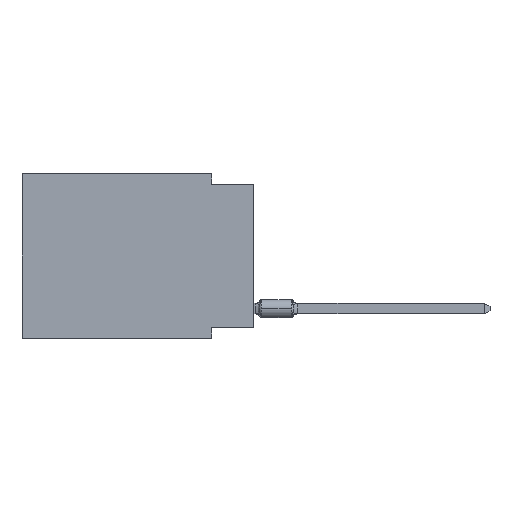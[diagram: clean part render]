
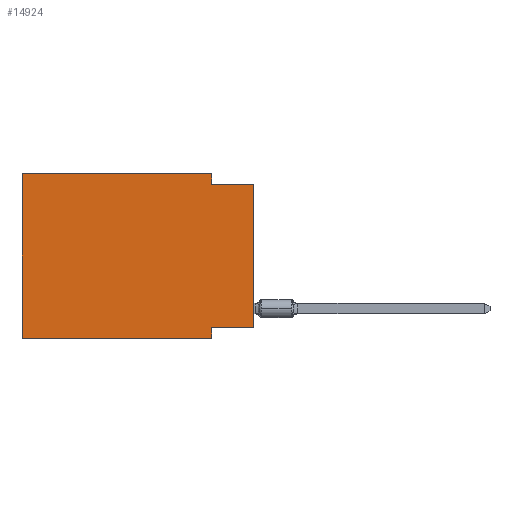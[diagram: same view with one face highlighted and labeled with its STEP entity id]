
A CAD part, left-side view. The second image highlights one B-rep face of the part: STEP entity #14924.
In plain terms, the highlighted planar face has unit normal (-1, 0, 0).
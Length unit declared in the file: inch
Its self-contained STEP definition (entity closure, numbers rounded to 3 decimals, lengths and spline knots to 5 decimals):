
#226 = EDGE_CURVE ( 'NONE', #22026, #8573, #18572, .T. ) ;
#464 = DIRECTION ( 'NONE',  ( 0., 0., 1. ) ) ;
#680 = EDGE_LOOP ( 'NONE', ( #10707, #13751, #19440, #5194, #16563, #13139, #16340, #19631 ) ) ;
#2770 = DIRECTION ( 'NONE',  ( 0., 1., 0. ) ) ;
#2905 = CARTESIAN_POINT ( 'NONE',  ( 0., 0., 0. ) ) ;
#2916 = DIRECTION ( 'NONE',  ( 1., 0., 0. ) ) ;
#3029 = LINE ( 'NONE', #17937, #11763 ) ;
#3513 = DIRECTION ( 'NONE',  ( 0., -1., 0. ) ) ;
#4001 = DIRECTION ( 'NONE',  ( 0., 0., -1. ) ) ;
#4559 = CARTESIAN_POINT ( 'NONE',  ( 0., 0.1, -0.365 ) ) ;
#4619 = DIRECTION ( 'NONE',  ( 0., 0., 1. ) ) ;
#5091 = LINE ( 'NONE', #6999, #21527 ) ;
#5194 = ORIENTED_EDGE ( 'NONE', *, *, #12244, .F. ) ;
#6262 = VECTOR ( 'NONE', #4619, 39.37008 ) ;
#6264 = LINE ( 'NONE', #11377, #6388 ) ;
#6388 = VECTOR ( 'NONE', #2770, 39.37008 ) ;
#6842 = CARTESIAN_POINT ( 'NONE',  ( 0., 0.55, 0. ) ) ;
#6910 = VECTOR ( 'NONE', #21960, 39.37008 ) ;
#6999 = CARTESIAN_POINT ( 'NONE',  ( 0., 0.55, -0.39 ) ) ;
#7820 = CARTESIAN_POINT ( 'NONE',  ( 0., 0.55, 0. ) ) ;
#8462 = EDGE_CURVE ( 'NONE', #17253, #22026, #14823, .T. ) ;
#8573 = VERTEX_POINT ( 'NONE', #17308 ) ;
#9849 = CARTESIAN_POINT ( 'NONE',  ( 0., 0.1, -0.025 ) ) ;
#10227 = CARTESIAN_POINT ( 'NONE',  ( 0., 0.55, -0.39 ) ) ;
#10707 = ORIENTED_EDGE ( 'NONE', *, *, #21139, .T. ) ;
#10785 = LINE ( 'NONE', #17694, #11648 ) ;
#11150 = EDGE_CURVE ( 'NONE', #17650, #19635, #10785, .T. ) ;
#11377 = CARTESIAN_POINT ( 'NONE',  ( 0., 0., -0.365 ) ) ;
#11431 = FACE_OUTER_BOUND ( 'NONE', #680, .T. ) ;
#11452 = CARTESIAN_POINT ( 'NONE',  ( 0., 0., -0.025 ) ) ;
#11539 = CARTESIAN_POINT ( 'NONE',  ( 0., 0.1, 0. ) ) ;
#11648 = VECTOR ( 'NONE', #464, 39.37008 ) ;
#11763 = VECTOR ( 'NONE', #4001, 39.37008 ) ;
#12244 = EDGE_CURVE ( 'NONE', #19635, #17253, #16423, .T. ) ;
#12331 = CARTESIAN_POINT ( 'NONE',  ( 0., 0., -0.365 ) ) ;
#12452 = VERTEX_POINT ( 'NONE', #12331 ) ;
#12459 = CARTESIAN_POINT ( 'NONE',  ( 0., 0.1, -0.39 ) ) ;
#13139 = ORIENTED_EDGE ( 'NONE', *, *, #16465, .T. ) ;
#13751 = ORIENTED_EDGE ( 'NONE', *, *, #226, .F. ) ;
#14710 = LINE ( 'NONE', #2905, #6262 ) ;
#14823 = LINE ( 'NONE', #11539, #6910 ) ;
#14824 = CARTESIAN_POINT ( 'NONE',  ( 0., 0.55, 0. ) ) ;
#14924 = ADVANCED_FACE ( 'NONE', ( #11431 ), #16638, .F. ) ;
#16317 = DIRECTION ( 'NONE',  ( 0., -1., 0. ) ) ;
#16340 = ORIENTED_EDGE ( 'NONE', *, *, #17845, .F. ) ;
#16383 = VECTOR ( 'NONE', #16317, 39.37008 ) ;
#16423 = LINE ( 'NONE', #7820, #16383 ) ;
#16465 = EDGE_CURVE ( 'NONE', #17650, #16554, #5091, .T. ) ;
#16554 = VERTEX_POINT ( 'NONE', #12459 ) ;
#16563 = ORIENTED_EDGE ( 'NONE', *, *, #11150, .F. ) ;
#16638 = PLANE ( 'NONE',  #18955 ) ;
#17253 = VERTEX_POINT ( 'NONE', #18861 ) ;
#17308 = CARTESIAN_POINT ( 'NONE',  ( 0., 0., -0.025 ) ) ;
#17650 = VERTEX_POINT ( 'NONE', #10227 ) ;
#17694 = CARTESIAN_POINT ( 'NONE',  ( 0., 0.55, 0. ) ) ;
#17845 = EDGE_CURVE ( 'NONE', #19068, #16554, #3029, .T. ) ;
#17937 = CARTESIAN_POINT ( 'NONE',  ( 0., 0.1, -0.39 ) ) ;
#18242 = DIRECTION ( 'NONE',  ( 0., -1., 0. ) ) ;
#18572 = LINE ( 'NONE', #11452, #19603 ) ;
#18861 = CARTESIAN_POINT ( 'NONE',  ( 0., 0.1, 0. ) ) ;
#18955 = AXIS2_PLACEMENT_3D ( 'NONE', #14824, #2916, #20029 ) ;
#19068 = VERTEX_POINT ( 'NONE', #4559 ) ;
#19440 = ORIENTED_EDGE ( 'NONE', *, *, #8462, .F. ) ;
#19603 = VECTOR ( 'NONE', #18242, 39.37008 ) ;
#19631 = ORIENTED_EDGE ( 'NONE', *, *, #19886, .F. ) ;
#19635 = VERTEX_POINT ( 'NONE', #6842 ) ;
#19886 = EDGE_CURVE ( 'NONE', #12452, #19068, #6264, .T. ) ;
#20029 = DIRECTION ( 'NONE',  ( 0., 0., -1. ) ) ;
#21139 = EDGE_CURVE ( 'NONE', #12452, #8573, #14710, .T. ) ;
#21527 = VECTOR ( 'NONE', #3513, 39.37008 ) ;
#21960 = DIRECTION ( 'NONE',  ( 0., 0., -1. ) ) ;
#22026 = VERTEX_POINT ( 'NONE', #9849 ) ;
